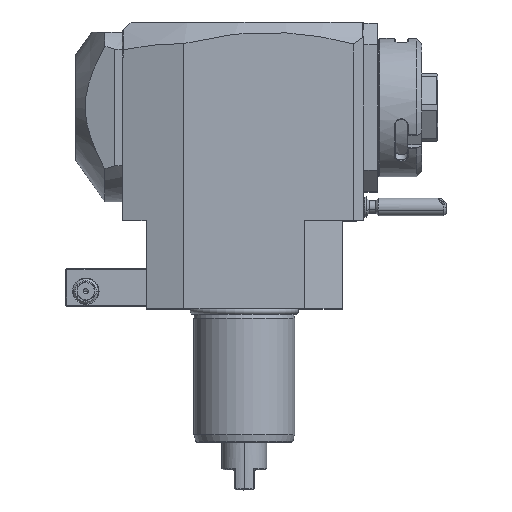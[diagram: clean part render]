
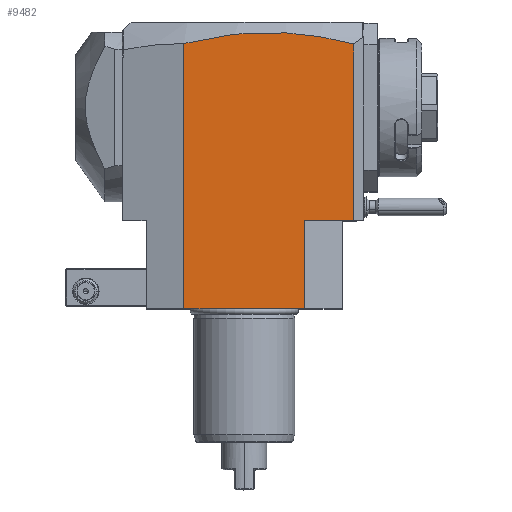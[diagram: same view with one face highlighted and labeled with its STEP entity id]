
A CAD part, top view. The second image highlights one B-rep face of the part: STEP entity #9482.
In plain terms, the highlighted planar face has unit normal (0, 0, 1).
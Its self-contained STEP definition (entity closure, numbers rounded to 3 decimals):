
#2125=DIRECTION('',(0.,-1.,0.));
#2126=VECTOR('',#2125,70.258);
#2127=CARTESIAN_POINT('',(43.5,105.258,37.5));
#2128=LINE('',#2127,#2126);
#2129=DIRECTION('',(-1.,0.,0.));
#2130=VECTOR('',#2129,19.5);
#2131=CARTESIAN_POINT('',(43.5,35.,37.5));
#2132=LINE('',#2131,#2130);
#2133=CARTESIAN_POINT('',(-24.,105.435,37.5));
#2134=CARTESIAN_POINT('',(-18.371,106.939,37.5));
#2135=CARTESIAN_POINT('',(-7.115,109.162,37.5));
#2136=CARTESIAN_POINT('',(9.762,110.233,37.5));
#2137=CARTESIAN_POINT('',(26.635,109.072,37.5));
#2138=CARTESIAN_POINT('',(37.879,106.791,37.5));
#2139=CARTESIAN_POINT('',(43.5,105.258,37.5));
#2203=DIRECTION('',(0.,-1.,0.));
#2204=VECTOR('',#2203,105.435);
#2205=CARTESIAN_POINT('',(-24.,105.435,37.5));
#2206=LINE('',#2205,#2204);
#2223=DIRECTION('',(-1.,0.,0.));
#2224=VECTOR('',#2223,48.);
#2225=CARTESIAN_POINT('',(24.,0.,37.5));
#2226=LINE('',#2225,#2224);
#4601=DIRECTION('',(0.,1.,0.));
#4602=VECTOR('',#4601,35.);
#4603=CARTESIAN_POINT('',(24.,0.,37.5));
#4604=LINE('',#4603,#4602);
#7018=VERTEX_POINT('',#2133);
#7019=VERTEX_POINT('',#2139);
#7337=CARTESIAN_POINT('',(43.5,35.,37.5));
#7338=VERTEX_POINT('',#7337);
#7379=CARTESIAN_POINT('',(24.,0.,37.5));
#7380=VERTEX_POINT('',#7379);
#7381=CARTESIAN_POINT('',(-24.,0.,37.5));
#7382=VERTEX_POINT('',#7381);
#7533=CARTESIAN_POINT('',(24.,35.,37.5));
#7534=VERTEX_POINT('',#7533);
#9464=CARTESIAN_POINT('',(-39.202,35.,37.5));
#9465=DIRECTION('',(0.,0.,1.));
#9466=DIRECTION('',(1.,0.,0.));
#9467=AXIS2_PLACEMENT_3D('',#9464,#9465,#9466);
#9468=PLANE('',#9467);
#9470=ORIENTED_EDGE('',*,*,#9469,.T.);
#9471=ORIENTED_EDGE('',*,*,#9448,.T.);
#9473=ORIENTED_EDGE('',*,*,#9472,.F.);
#9475=ORIENTED_EDGE('',*,*,#9474,.T.);
#9477=ORIENTED_EDGE('',*,*,#9476,.F.);
#9479=ORIENTED_EDGE('',*,*,#9478,.T.);
#9480=EDGE_LOOP('',(#9470,#9471,#9473,#9475,#9477,#9479));
#9481=FACE_OUTER_BOUND('',#9480,.F.);
#2140=B_SPLINE_CURVE_WITH_KNOTS('',3,(#2133,#2134,#2135,#2136,#2137,#2138,
#2139),.UNSPECIFIED.,.F.,.F.,(4,1,1,1,4),(0.,0.25,0.5,0.75,1.),
.UNSPECIFIED.);
#9448=EDGE_CURVE('',#7338,#7534,#2132,.T.);
#9469=EDGE_CURVE('',#7019,#7338,#2128,.T.);
#9472=EDGE_CURVE('',#7380,#7534,#4604,.T.);
#9474=EDGE_CURVE('',#7380,#7382,#2226,.T.);
#9476=EDGE_CURVE('',#7018,#7382,#2206,.T.);
#9478=EDGE_CURVE('',#7018,#7019,#2140,.T.);
#9482=ADVANCED_FACE('',(#9481),#9468,.T.);
